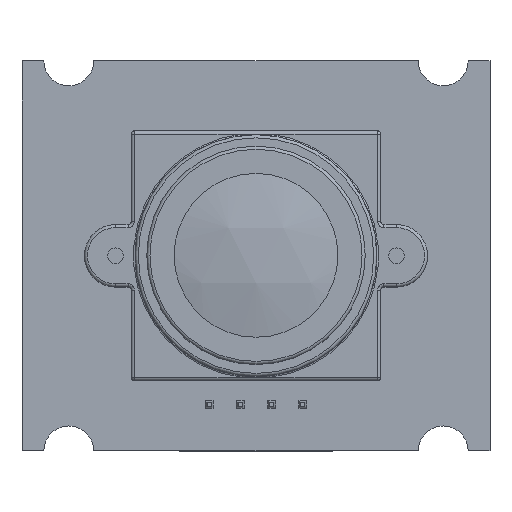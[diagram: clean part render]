
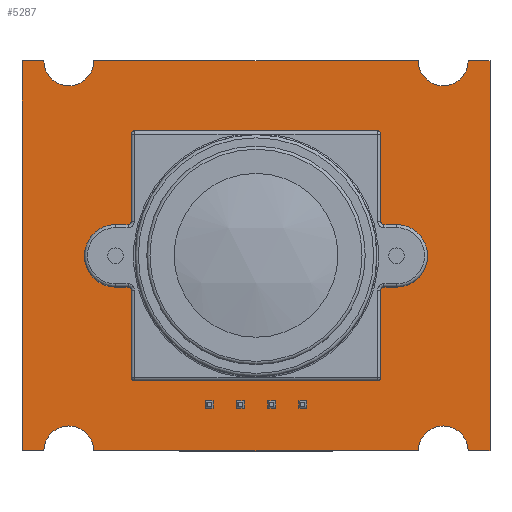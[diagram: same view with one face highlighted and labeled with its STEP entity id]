
A CAD part, top view. The second image highlights one B-rep face of the part: STEP entity #5287.
In plain terms, the highlighted planar face has unit normal (0, 0, 1).
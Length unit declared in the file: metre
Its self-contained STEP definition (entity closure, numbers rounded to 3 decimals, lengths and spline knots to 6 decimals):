
#116=CIRCLE('',#5584,0.0002);
#117=CIRCLE('',#5585,0.0002);
#118=CIRCLE('',#5586,0.0002);
#119=CIRCLE('',#5587,0.0002);
#120=CIRCLE('',#5588,0.002);
#121=CIRCLE('',#5589,0.0002);
#122=CIRCLE('',#5590,0.0002);
#123=CIRCLE('',#5591,0.0002);
#124=CIRCLE('',#5592,0.0002);
#125=CIRCLE('',#5593,0.002);
#126=CIRCLE('',#5594,0.0016);
#127=CIRCLE('',#5595,0.0016);
#128=CIRCLE('',#5596,0.0016);
#129=CIRCLE('',#5597,0.0016);
#1043=ORIENTED_EDGE('',*,*,#1769,.F.);
#1044=ORIENTED_EDGE('',*,*,#1770,.T.);
#1045=ORIENTED_EDGE('',*,*,#1771,.F.);
#1046=ORIENTED_EDGE('',*,*,#1772,.T.);
#1047=ORIENTED_EDGE('',*,*,#1773,.F.);
#1048=ORIENTED_EDGE('',*,*,#1774,.T.);
#1049=ORIENTED_EDGE('',*,*,#1775,.F.);
#1050=ORIENTED_EDGE('',*,*,#1776,.T.);
#1051=ORIENTED_EDGE('',*,*,#1777,.F.);
#1052=ORIENTED_EDGE('',*,*,#1778,.F.);
#1053=ORIENTED_EDGE('',*,*,#1779,.F.);
#1054=ORIENTED_EDGE('',*,*,#1780,.T.);
#1055=ORIENTED_EDGE('',*,*,#1781,.F.);
#1056=ORIENTED_EDGE('',*,*,#1782,.T.);
#1057=ORIENTED_EDGE('',*,*,#1783,.F.);
#1058=ORIENTED_EDGE('',*,*,#1784,.T.);
#1059=ORIENTED_EDGE('',*,*,#1785,.F.);
#1060=ORIENTED_EDGE('',*,*,#1786,.T.);
#1061=ORIENTED_EDGE('',*,*,#1787,.F.);
#1062=ORIENTED_EDGE('',*,*,#1788,.F.);
#1063=ORIENTED_EDGE('',*,*,#1761,.F.);
#1064=ORIENTED_EDGE('',*,*,#1789,.T.);
#1065=ORIENTED_EDGE('',*,*,#1765,.F.);
#1066=ORIENTED_EDGE('',*,*,#1790,.T.);
#1067=ORIENTED_EDGE('',*,*,#1768,.F.);
#1068=ORIENTED_EDGE('',*,*,#1791,.T.);
#1069=ORIENTED_EDGE('',*,*,#1755,.T.);
#1070=ORIENTED_EDGE('',*,*,#1792,.T.);
#1071=ORIENTED_EDGE('',*,*,#1751,.T.);
#1072=ORIENTED_EDGE('',*,*,#1793,.T.);
#1073=ORIENTED_EDGE('',*,*,#1757,.T.);
#1074=ORIENTED_EDGE('',*,*,#1794,.F.);
#1751=EDGE_CURVE('',#2170,#2171,#2645,.T.);
#1755=EDGE_CURVE('',#2173,#2172,#2649,.T.);
#1757=EDGE_CURVE('',#2174,#2175,#2651,.T.);
#1761=EDGE_CURVE('',#2176,#2177,#2655,.T.);
#1765=EDGE_CURVE('',#2179,#2178,#2659,.T.);
#1768=EDGE_CURVE('',#2181,#2180,#2662,.T.);
#1769=EDGE_CURVE('',#2182,#2183,#2663,.T.);
#1770=EDGE_CURVE('',#2182,#2184,#116,.T.);
#1771=EDGE_CURVE('',#2185,#2184,#2664,.T.);
#1772=EDGE_CURVE('',#2185,#2186,#117,.T.);
#1773=EDGE_CURVE('',#2187,#2186,#2665,.T.);
#1774=EDGE_CURVE('',#2187,#2188,#118,.T.);
#1775=EDGE_CURVE('',#2189,#2188,#2666,.T.);
#1776=EDGE_CURVE('',#2189,#2190,#119,.T.);
#1777=EDGE_CURVE('',#2191,#2190,#2667,.T.);
#1778=EDGE_CURVE('',#2192,#2191,#120,.T.);
#1779=EDGE_CURVE('',#2193,#2192,#2668,.T.);
#1780=EDGE_CURVE('',#2193,#2194,#121,.T.);
#1781=EDGE_CURVE('',#2195,#2194,#2669,.T.);
#1782=EDGE_CURVE('',#2195,#2196,#122,.T.);
#1783=EDGE_CURVE('',#2197,#2196,#2670,.T.);
#1784=EDGE_CURVE('',#2197,#2198,#123,.T.);
#1785=EDGE_CURVE('',#2199,#2198,#2671,.T.);
#1786=EDGE_CURVE('',#2199,#2200,#124,.T.);
#1787=EDGE_CURVE('',#2201,#2200,#2672,.T.);
#1788=EDGE_CURVE('',#2183,#2201,#125,.T.);
#1789=EDGE_CURVE('',#2176,#2178,#126,.F.);
#1790=EDGE_CURVE('',#2179,#2180,#127,.F.);
#1791=EDGE_CURVE('',#2181,#2173,#2673,.T.);
#1792=EDGE_CURVE('',#2172,#2170,#128,.F.);
#1793=EDGE_CURVE('',#2171,#2174,#129,.F.);
#1794=EDGE_CURVE('',#2177,#2175,#2674,.T.);
#2170=VERTEX_POINT('',#7736);
#2171=VERTEX_POINT('',#7737);
#2172=VERTEX_POINT('',#7742);
#2173=VERTEX_POINT('',#7744);
#2174=VERTEX_POINT('',#7748);
#2175=VERTEX_POINT('',#7749);
#2176=VERTEX_POINT('',#7754);
#2177=VERTEX_POINT('',#7756);
#2178=VERTEX_POINT('',#7760);
#2179=VERTEX_POINT('',#7762);
#2180=VERTEX_POINT('',#7766);
#2181=VERTEX_POINT('',#7768);
#2182=VERTEX_POINT('',#7772);
#2183=VERTEX_POINT('',#7773);
#2184=VERTEX_POINT('',#7775);
#2185=VERTEX_POINT('',#7777);
#2186=VERTEX_POINT('',#7779);
#2187=VERTEX_POINT('',#7781);
#2188=VERTEX_POINT('',#7783);
#2189=VERTEX_POINT('',#7785);
#2190=VERTEX_POINT('',#7787);
#2191=VERTEX_POINT('',#7789);
#2192=VERTEX_POINT('',#7791);
#2193=VERTEX_POINT('',#7793);
#2194=VERTEX_POINT('',#7795);
#2195=VERTEX_POINT('',#7797);
#2196=VERTEX_POINT('',#7799);
#2197=VERTEX_POINT('',#7801);
#2198=VERTEX_POINT('',#7803);
#2199=VERTEX_POINT('',#7805);
#2200=VERTEX_POINT('',#7807);
#2201=VERTEX_POINT('',#7809);
#2645=LINE('',#7735,#3103);
#2649=LINE('',#7743,#3107);
#2651=LINE('',#7747,#3109);
#2655=LINE('',#7755,#3113);
#2659=LINE('',#7763,#3117);
#2662=LINE('',#7769,#3120);
#2663=LINE('',#7771,#3121);
#2664=LINE('',#7776,#3122);
#2665=LINE('',#7780,#3123);
#2666=LINE('',#7784,#3124);
#2667=LINE('',#7788,#3125);
#2668=LINE('',#7792,#3126);
#2669=LINE('',#7796,#3127);
#2670=LINE('',#7800,#3128);
#2671=LINE('',#7804,#3129);
#2672=LINE('',#7808,#3130);
#2673=LINE('',#7813,#3131);
#2674=LINE('',#7816,#3132);
#3103=VECTOR('',#6521,1.);
#3107=VECTOR('',#6527,1.);
#3109=VECTOR('',#6531,1.);
#3113=VECTOR('',#6537,1.);
#3117=VECTOR('',#6543,1.);
#3120=VECTOR('',#6548,1.);
#3121=VECTOR('',#6551,1.);
#3122=VECTOR('',#6554,1.);
#3123=VECTOR('',#6557,1.);
#3124=VECTOR('',#6560,1.);
#3125=VECTOR('',#6563,1.);
#3126=VECTOR('',#6566,1.);
#3127=VECTOR('',#6569,1.);
#3128=VECTOR('',#6572,1.);
#3129=VECTOR('',#6575,1.);
#3130=VECTOR('',#6578,1.);
#3131=VECTOR('',#6585,1.);
#3132=VECTOR('',#6590,1.);
#3362=EDGE_LOOP('',(#1043,#1044,#1045,#1046,#1047,#1048,#1049,#1050,#1051,
#1052,#1053,#1054,#1055,#1056,#1057,#1058,#1059,#1060,#1061,#1062));
#3363=EDGE_LOOP('',(#1063,#1064,#1065,#1066,#1067,#1068,#1069,#1070,#1071,
#1072,#1073,#1074));
#3628=FACE_BOUND('',#3362,.T.);
#3629=FACE_BOUND('',#3363,.T.);
#3874=PLANE('',#5583);
#5287=ADVANCED_FACE('',(#3628,#3629),#3874,.T.);
#5583=AXIS2_PLACEMENT_3D('',#7770,#6549,#6550);
#5584=AXIS2_PLACEMENT_3D('',#7774,#6552,#6553);
#5585=AXIS2_PLACEMENT_3D('',#7778,#6555,#6556);
#5586=AXIS2_PLACEMENT_3D('',#7782,#6558,#6559);
#5587=AXIS2_PLACEMENT_3D('',#7786,#6561,#6562);
#5588=AXIS2_PLACEMENT_3D('',#7790,#6564,#6565);
#5589=AXIS2_PLACEMENT_3D('',#7794,#6567,#6568);
#5590=AXIS2_PLACEMENT_3D('',#7798,#6570,#6571);
#5591=AXIS2_PLACEMENT_3D('',#7802,#6573,#6574);
#5592=AXIS2_PLACEMENT_3D('',#7806,#6576,#6577);
#5593=AXIS2_PLACEMENT_3D('',#7810,#6579,#6580);
#5594=AXIS2_PLACEMENT_3D('',#7811,#6581,#6582);
#5595=AXIS2_PLACEMENT_3D('',#7812,#6583,#6584);
#5596=AXIS2_PLACEMENT_3D('',#7814,#6586,#6587);
#5597=AXIS2_PLACEMENT_3D('',#7815,#6588,#6589);
#6521=DIRECTION('',(1.,0.,0.));
#6527=DIRECTION('',(1.,0.,0.));
#6531=DIRECTION('',(1.,0.,0.));
#6537=DIRECTION('',(1.,0.,0.));
#6543=DIRECTION('',(1.,0.,0.));
#6548=DIRECTION('',(1.,0.,0.));
#6549=DIRECTION('',(0.,0.,1.));
#6550=DIRECTION('',(0.,-1.,0.));
#6551=DIRECTION('',(-1.,0.,0.));
#6552=DIRECTION('',(0.,0.,1.));
#6553=DIRECTION('',(0.,-1.,0.));
#6554=DIRECTION('',(0.,-1.,0.));
#6555=DIRECTION('',(0.,0.,-1.));
#6556=DIRECTION('',(0.,-1.,0.));
#6557=DIRECTION('',(-1.,0.,0.));
#6558=DIRECTION('',(0.,0.,-1.));
#6559=DIRECTION('',(0.,-1.,0.));
#6560=DIRECTION('',(0.,1.,0.));
#6561=DIRECTION('',(0.,0.,1.));
#6562=DIRECTION('',(0.,-1.,0.));
#6563=DIRECTION('',(-1.,0.,0.));
#6564=DIRECTION('',(0.,0.,1.));
#6565=DIRECTION('',(0.,-1.,0.));
#6566=DIRECTION('',(1.,0.,0.));
#6567=DIRECTION('',(0.,0.,1.));
#6568=DIRECTION('',(0.,-1.,0.));
#6569=DIRECTION('',(0.,1.,0.));
#6570=DIRECTION('',(0.,0.,-1.));
#6571=DIRECTION('',(0.,-1.,0.));
#6572=DIRECTION('',(1.,0.,0.));
#6573=DIRECTION('',(0.,0.,-1.));
#6574=DIRECTION('',(0.,-1.,0.));
#6575=DIRECTION('',(0.,-1.,0.));
#6576=DIRECTION('',(0.,0.,1.));
#6577=DIRECTION('',(0.,-1.,0.));
#6578=DIRECTION('',(1.,0.,0.));
#6579=DIRECTION('',(0.,0.,1.));
#6580=DIRECTION('',(0.,1.,0.));
#6581=DIRECTION('',(0.,0.,1.));
#6582=DIRECTION('',(1.,0.,0.));
#6583=DIRECTION('',(0.,0.,1.));
#6584=DIRECTION('',(1.,0.,0.));
#6585=DIRECTION('',(0.,-1.,0.));
#6586=DIRECTION('',(0.,0.,1.));
#6587=DIRECTION('',(1.,0.,0.));
#6588=DIRECTION('',(0.,0.,1.));
#6589=DIRECTION('',(1.,0.,0.));
#6590=DIRECTION('',(0.,-1.,0.));
#7735=CARTESIAN_POINT('',(0.,-0.0125,0.00075));
#7736=CARTESIAN_POINT('',(-0.0104,-0.0125,0.00075));
#7737=CARTESIAN_POINT('',(0.0104,-0.0125,0.00075));
#7742=CARTESIAN_POINT('',(-0.0136,-0.0125,0.00075));
#7743=CARTESIAN_POINT('',(0.,-0.0125,0.00075));
#7744=CARTESIAN_POINT('',(-0.015,-0.0125,0.00075));
#7747=CARTESIAN_POINT('',(0.,-0.0125,0.00075));
#7748=CARTESIAN_POINT('',(0.0136,-0.0125,0.00075));
#7749=CARTESIAN_POINT('',(0.015,-0.0125,0.00075));
#7754=CARTESIAN_POINT('',(0.0136,0.0125,0.00075));
#7755=CARTESIAN_POINT('',(0.,0.0125,0.00075));
#7756=CARTESIAN_POINT('',(0.015,0.0125,0.00075));
#7760=CARTESIAN_POINT('',(0.0104,0.0125,0.00075));
#7762=CARTESIAN_POINT('',(-0.0104,0.0125,0.00075));
#7763=CARTESIAN_POINT('',(0.,0.0125,0.00075));
#7766=CARTESIAN_POINT('',(-0.0136,0.0125,0.00075));
#7768=CARTESIAN_POINT('',(-0.015,0.0125,0.00075));
#7769=CARTESIAN_POINT('',(0.,0.0125,0.00075));
#7770=CARTESIAN_POINT('',(0.,0.,0.00075));
#7771=CARTESIAN_POINT('',(-0.009,0.002,0.00075));
#7772=CARTESIAN_POINT('',(-0.0082,0.002,0.00075));
#7773=CARTESIAN_POINT('',(-0.009,0.002,0.00075));
#7774=CARTESIAN_POINT('',(-0.0082,0.0022,0.00075));
#7775=CARTESIAN_POINT('',(-0.008,0.0022,0.00075));
#7776=CARTESIAN_POINT('',(-0.008,0.008,0.00075));
#7777=CARTESIAN_POINT('',(-0.008,0.0078,0.00075));
#7778=CARTESIAN_POINT('',(-0.0078,0.0078,0.00075));
#7779=CARTESIAN_POINT('',(-0.0078,0.008,0.00075));
#7780=CARTESIAN_POINT('',(0.008,0.008,0.00075));
#7781=CARTESIAN_POINT('',(0.0078,0.008,0.00075));
#7782=CARTESIAN_POINT('',(0.0078,0.0078,0.00075));
#7783=CARTESIAN_POINT('',(0.008,0.0078,0.00075));
#7784=CARTESIAN_POINT('',(0.008,0.008,0.00075));
#7785=CARTESIAN_POINT('',(0.008,0.0022,0.00075));
#7786=CARTESIAN_POINT('',(0.0082,0.0022,0.00075));
#7787=CARTESIAN_POINT('',(0.0082,0.002,0.00075));
#7788=CARTESIAN_POINT('',(-0.011,0.002,0.00075));
#7789=CARTESIAN_POINT('',(0.009,0.002,0.00075));
#7790=CARTESIAN_POINT('',(0.009,0.,0.00075));
#7791=CARTESIAN_POINT('',(0.009,-0.002,0.00075));
#7792=CARTESIAN_POINT('',(-0.011,-0.002,0.00075));
#7793=CARTESIAN_POINT('',(0.0082,-0.002,0.00075));
#7794=CARTESIAN_POINT('',(0.0082,-0.0022,0.00075));
#7795=CARTESIAN_POINT('',(0.008,-0.0022,0.00075));
#7796=CARTESIAN_POINT('',(0.008,0.008,0.00075));
#7797=CARTESIAN_POINT('',(0.008,-0.0078,0.00075));
#7798=CARTESIAN_POINT('',(0.0078,-0.0078,0.00075));
#7799=CARTESIAN_POINT('',(0.0078,-0.008,0.00075));
#7800=CARTESIAN_POINT('',(0.008,-0.008,0.00075));
#7801=CARTESIAN_POINT('',(-0.0078,-0.008,0.00075));
#7802=CARTESIAN_POINT('',(-0.0078,-0.0078,0.00075));
#7803=CARTESIAN_POINT('',(-0.008,-0.0078,0.00075));
#7804=CARTESIAN_POINT('',(-0.008,0.008,0.00075));
#7805=CARTESIAN_POINT('',(-0.008,-0.0022,0.00075));
#7806=CARTESIAN_POINT('',(-0.0082,-0.0022,0.00075));
#7807=CARTESIAN_POINT('',(-0.0082,-0.002,0.00075));
#7808=CARTESIAN_POINT('',(-0.009,-0.002,0.00075));
#7809=CARTESIAN_POINT('',(-0.009,-0.002,0.00075));
#7810=CARTESIAN_POINT('',(-0.009,0.,0.00075));
#7811=CARTESIAN_POINT('',(0.012,0.0125,0.00075));
#7812=CARTESIAN_POINT('',(-0.012,0.0125,0.00075));
#7813=CARTESIAN_POINT('',(-0.015,0.,0.00075));
#7814=CARTESIAN_POINT('',(-0.012,-0.0125,0.00075));
#7815=CARTESIAN_POINT('',(0.012,-0.0125,0.00075));
#7816=CARTESIAN_POINT('',(0.015,0.,0.00075));
